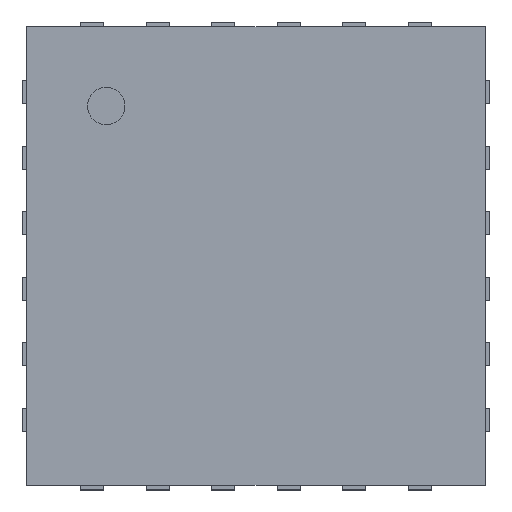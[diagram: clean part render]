
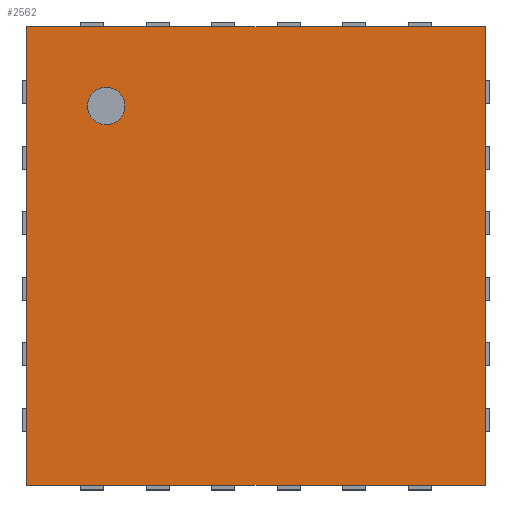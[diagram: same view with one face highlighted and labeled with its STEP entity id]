
A CAD part, top view. The second image highlights one B-rep face of the part: STEP entity #2562.
In plain terms, the highlighted planar face has unit normal (0, 0, 1).
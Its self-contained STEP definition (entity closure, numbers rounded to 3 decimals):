
#13=DIRECTION('',(0.,0.,1.));
#117=DIRECTION('',(0.,0.,-1.));
#149=VECTOR('',#150,1.);
#150=DIRECTION('',(1.,0.,0.));
#156=VECTOR('',#157,1.);
#157=DIRECTION('',(0.,-1.,0.));
#704=ORIENTED_EDGE('',*,*,#705,.F.);
#705=EDGE_CURVE('',#706,#708,#710,.T.);
#706=VERTEX_POINT('',#707);
#707=CARTESIAN_POINT('',(-2.45,2.45,1.1));
#708=VERTEX_POINT('',#709);
#709=CARTESIAN_POINT('',(2.45,2.45,1.1));
#710=LINE('',#707,#149);
#825=ORIENTED_EDGE('',*,*,#826,.T.);
#826=EDGE_CURVE('',#706,#827,#829,.T.);
#827=VERTEX_POINT('',#828);
#828=CARTESIAN_POINT('',(-2.45,-2.45,1.1));
#829=LINE('',#707,#156);
#1627=EDGE_CURVE('',#708,#1628,#1630,.T.);
#1628=VERTEX_POINT('',#1629);
#1629=CARTESIAN_POINT('',(2.45,-2.45,1.1));
#1630=LINE('',#709,#156);
#1737=EDGE_CURVE('',#827,#1628,#1738,.T.);
#1738=LINE('',#828,#149);
#2562=ADVANCED_FACE('',(#2563,#2567),#2576,.T.);
#2563=FACE_BOUND('',#2564,.T.);
#2564=EDGE_LOOP('',(#704,#825,#2565,#2566));
#2565=ORIENTED_EDGE('',*,*,#1737,.T.);
#2566=ORIENTED_EDGE('',*,*,#1627,.F.);
#2567=FACE_BOUND('',#2568,.T.);
#2568=EDGE_LOOP('',(#2569));
#2569=ORIENTED_EDGE('',*,*,#2570,.T.);
#2570=EDGE_CURVE('',#2571,#2571,#2573,.T.);
#2571=VERTEX_POINT('',#2572);
#2572=CARTESIAN_POINT('',(-1.6,1.4,1.1));
#2573=CIRCLE('',#2574,0.2);
#2574=AXIS2_PLACEMENT_3D('',#2575,#117,#157);
#2575=CARTESIAN_POINT('',(-1.6,1.6,1.1));
#2576=PLANE('',#2577);
#2577=AXIS2_PLACEMENT_3D('',#707,#13,#157);
